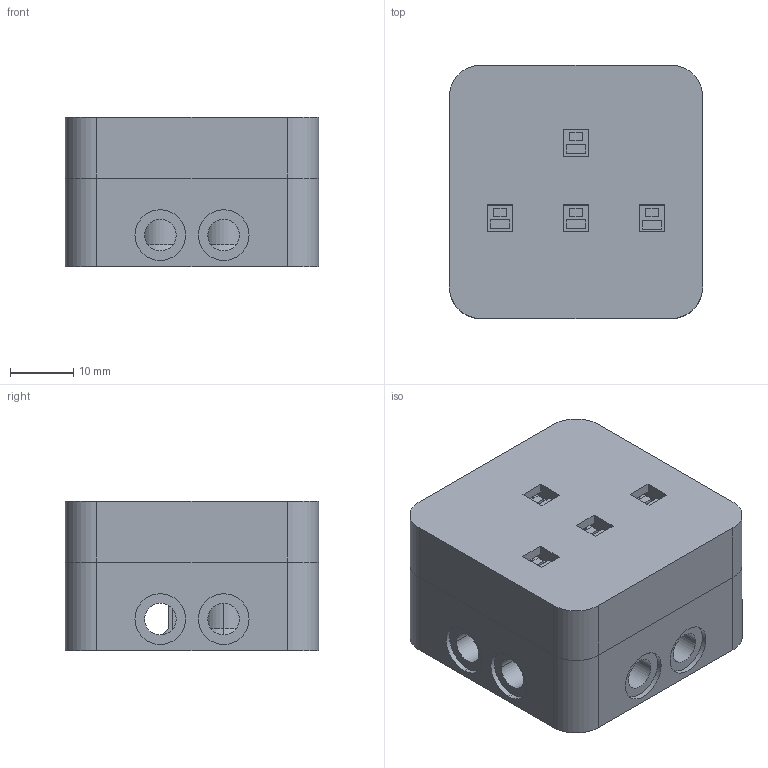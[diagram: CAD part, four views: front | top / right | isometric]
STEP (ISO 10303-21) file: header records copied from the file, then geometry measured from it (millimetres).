
FILE_DESCRIPTION (( 'STEP AP214' ), '1' );
FILE_NAME ('CSCA_assembly.STEP', '2021-12-16T21:51:22', ( '' ), ( '' ), 'SwSTEP 2.0', 'SolidWorks 2021', '' );
FILE_SCHEMA (( 'AUTOMOTIVE_DESIGN' ));
Length unit declared in the file: millimetre
Products named in the file (59): 955016890.step; C1.step; C5.step; Extruded-2.step; Open CASCADE STEP translator 6.8 1.27.1.2.step; R1.step; C6.step; Extruded-4.step; 5795179680.step; Vishay_VEML3328.step; U1.step; C9.step; C8.step; LED1.step; U5.step; Color_Sensor_Board_2021-12-15_assembly.step; Open CASCADE STEP translator 6.8 1.1.1.step; LED2.step; Board.step; C2.step; R7.step; 5795182560.step; Open CASCADE STEP translator 6.8 1.27.1.1.step; C4.step; R14.step; LED4.step; C3.step; CSCA_assembly; R9.step; CSCA_2; U4.step; R2.step; Extruded-0.step; Color_Sensor_Board_2021-12-15_assembly; R10.step; R13.step; R15.step; 5795180720.step; CSCA_1; R8.step ...
Assembly tree (83 placements, depth 6):
  Open CASCADE STEP translator 6.8 1.27.1.2.step
  CSCA_assembly
    CSCA_1
    Color_Sensor_Board_2021-12-15_assembly
      Color_Sensor_Board_2021-12-15_assembly.step
        Board.step
          Open CASCADE STEP translator 6.8 1.1.1.step
        U6.step
          Vishay_VEML3328.step
        U5.step
          5795181120.step
            Extruded.step
        U4.step
          Vishay_VEML3328.step
        U3.step
          Vishay_VEML3328.step
        U2.step
          Vishay_VEML3328.step
        U1.step
          TSSOP-16[8-8]_0.45_0.65_4.4x5x1.1.step
        R15.step
          5795182560.step
            Extruded-0.step
        R14.step
          5795183680.step
            Extruded-1.step
        R13.step
          5795182560.step
            Extruded-0.step
        R12.step
          5795182560.step
            Extruded-0.step
        R11.step
          5795183680.step
            Extruded-1.step
        R10.step
          5795183680.step
            Extruded-1.step
        R9.step
          5795183680.step
            Extruded-1.step
        R8.step
          5795183680.step
            Extruded-1.step
        R7.step
          5795183680.step
            Extruded-1.step
        R6.step
          5795183680.step
            Extruded-1.step
        R5.step
          5795183680.step
            Extruded-1.step
        R4.step
          5795183680.step
            Extruded-1.step
        R3.step
          5795182560.step
            Extruded-0.step
        R2.step
Bounding box: 40 x 40 x 23.6 mm (x, y, z)
Volume: 16808 mm3; surface area: 22365.1 mm2
Topology: 54 solids, 54 shells, 1471 faces, 3938 edges, 2605 vertices
Faces by surface type: plane 1123, cylinder 324, cone 22, torus 2
Entity records: 42550 total; most frequent: CARTESIAN_POINT 7979, ORIENTED_EDGE 6964, DIRECTION 6754, EDGE_CURVE 3482, VECTOR 2626, LINE 2626, VERTEX_POINT 2301, AXIS2_PLACEMENT_3D 2064
